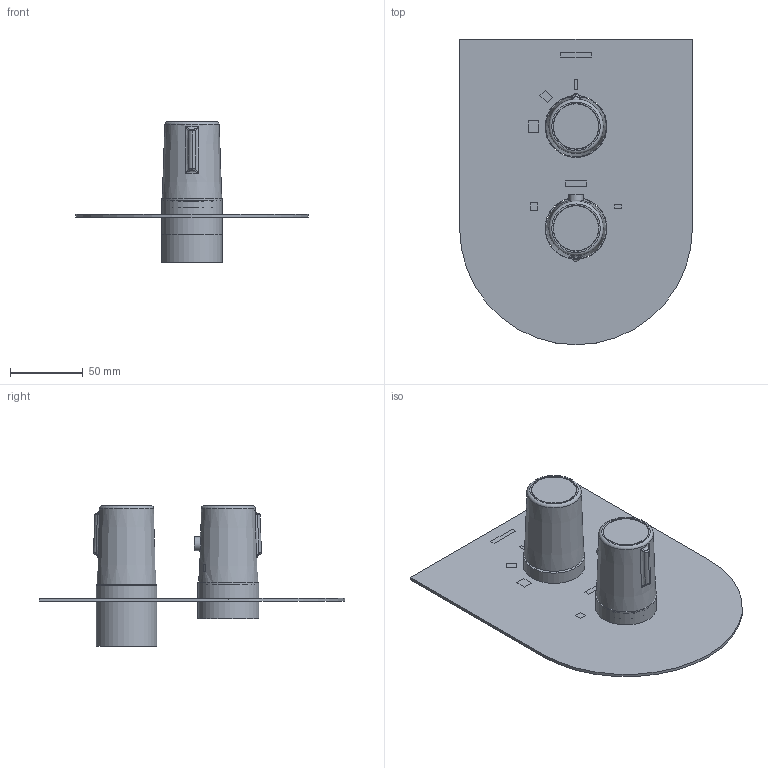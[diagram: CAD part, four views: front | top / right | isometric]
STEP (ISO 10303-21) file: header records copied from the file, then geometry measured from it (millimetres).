
FILE_DESCRIPTION (( 'STEP AP203' ), '1' );
FILE_NAME ('34DP02510.STEP', '2021-01-05T09:00:32', ( '' ), ( '' ), 'SwSTEP 2.0', 'SolidWorks 2018', '' );
FILE_SCHEMA (( 'CONFIG_CONTROL_DESIGN' ));
Length unit declared in the file: millimetre
Products named in the file (1): 34DP02510
Bounding box: 160 x 210 x 96.65 mm (x, y, z)
Volume: 110017.7 mm3; surface area: 113437.8 mm2
Topology: 8 solids, 8 shells, 180 faces, 426 edges, 283 vertices
Faces by surface type: plane 76, cylinder 45, bspline 29, cone 24, torus 4, sphere 2
Full cylindrical faces by diameter (mm): 3.1 x2, 3.3 x1, 4.15 x1, 4.65 x1, 9.8 x1, 10.1 x2, 25.3 x2, 28.3 x2, 35.5 x1, 35.8 x1, 36.5 x1, 39 x2, 40.5 x2, 42 x2, 42.5 x2
Entity records: 7815 total; most frequent: CARTESIAN_POINT 4035, ORIENTED_EDGE 714, DIRECTION 697, EDGE_CURVE 357, AXIS2_PLACEMENT_3D 280, EDGE_LOOP 274, VERTEX_POINT 269, FACE_OUTER_BOUND 207
